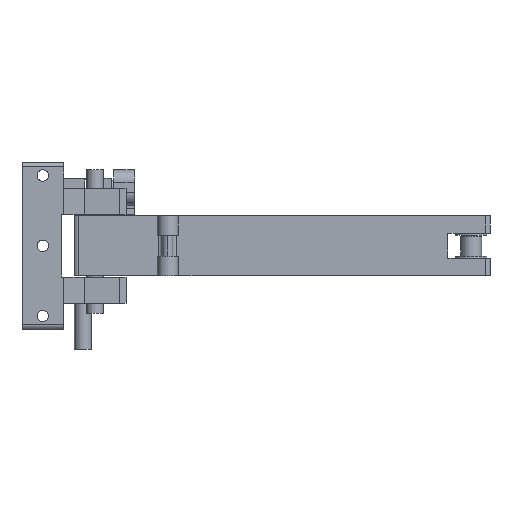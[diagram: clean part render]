
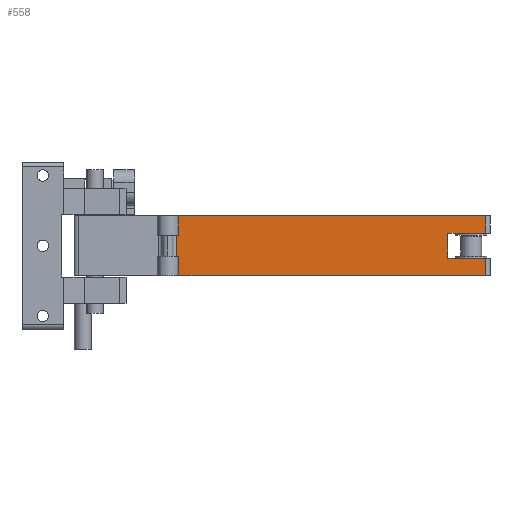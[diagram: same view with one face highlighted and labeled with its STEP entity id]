
A CAD part, front view. The second image highlights one B-rep face of the part: STEP entity #558.
In plain terms, the highlighted planar face has unit normal (0, -1, 0).
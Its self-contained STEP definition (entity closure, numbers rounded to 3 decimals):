
#23 = LINE ( 'NONE', #2047, #783 ) ;
#96 = VECTOR ( 'NONE', #411, 1000. ) ;
#266 = CARTESIAN_POINT ( 'NONE',  ( 39.5, -10., 25.5 ) ) ;
#324 = CARTESIAN_POINT ( 'NONE',  ( 188., -10., 25.5 ) ) ;
#341 = CARTESIAN_POINT ( 'NONE',  ( 169.775, -10., 34. ) ) ;
#411 = DIRECTION ( 'NONE',  ( 1., 0., 0. ) ) ;
#441 = VERTEX_POINT ( 'NONE', #2831 ) ;
#465 = DIRECTION ( 'NONE',  ( -1., 0., 0. ) ) ;
#492 = DIRECTION ( 'NONE',  ( 0., 1., 0. ) ) ;
#558 = ADVANCED_FACE ( 'NONE', ( #1432 ), #5089, .F. ) ;
#615 = CARTESIAN_POINT ( 'NONE',  ( 39.5, -10., 54.5 ) ) ;
#666 = CARTESIAN_POINT ( 'NONE',  ( 190., -10., 46. ) ) ;
#727 = DIRECTION ( 'NONE',  ( -1., 0., 0. ) ) ;
#737 = VERTEX_POINT ( 'NONE', #615 ) ;
#783 = VECTOR ( 'NONE', #3589, 1000. ) ;
#825 = DIRECTION ( 'NONE',  ( 0., 0., -1. ) ) ;
#958 = DIRECTION ( 'NONE',  ( -1., 0., 0. ) ) ;
#999 = VECTOR ( 'NONE', #2423, 1000. ) ;
#1023 = DIRECTION ( 'NONE',  ( 0., 0., 1. ) ) ;
#1041 = CARTESIAN_POINT ( 'NONE',  ( 188., -10., 46. ) ) ;
#1432 = FACE_OUTER_BOUND ( 'NONE', #3079, .T. ) ;
#1498 = EDGE_CURVE ( 'NONE', #2388, #441, #3514, .T. ) ;
#1508 = ORIENTED_EDGE ( 'NONE', *, *, #6067, .T. ) ;
#1637 = ORIENTED_EDGE ( 'NONE', *, *, #5016, .F. ) ;
#1686 = DIRECTION ( 'NONE',  ( 0., 0., 1. ) ) ;
#2009 = CARTESIAN_POINT ( 'NONE',  ( 190., -10., 54.5 ) ) ;
#2047 = CARTESIAN_POINT ( 'NONE',  ( 169.775, -10., 35. ) ) ;
#2137 = VERTEX_POINT ( 'NONE', #5690 ) ;
#2195 = ORIENTED_EDGE ( 'NONE', *, *, #4633, .T. ) ;
#2388 = VERTEX_POINT ( 'NONE', #1041 ) ;
#2423 = DIRECTION ( 'NONE',  ( 0., 0., 1. ) ) ;
#2514 = ORIENTED_EDGE ( 'NONE', *, *, #4218, .T. ) ;
#2722 = CARTESIAN_POINT ( 'NONE',  ( 188., -10., 34. ) ) ;
#2825 = LINE ( 'NONE', #4391, #5782 ) ;
#2831 = CARTESIAN_POINT ( 'NONE',  ( 181., -10., 46. ) ) ;
#3016 = VERTEX_POINT ( 'NONE', #266 ) ;
#3079 = EDGE_LOOP ( 'NONE', ( #2195, #3740, #6489, #1508, #1637, #2514, #5040, #5342, #5743 ) ) ;
#3168 = DIRECTION ( 'NONE',  ( -1., 0., 0. ) ) ;
#3511 = VECTOR ( 'NONE', #3168, 1000. ) ;
#3514 = LINE ( 'NONE', #666, #3511 ) ;
#3560 = CARTESIAN_POINT ( 'NONE',  ( 190., -10., 25.5 ) ) ;
#3589 = DIRECTION ( 'NONE',  ( 0., 0., 1. ) ) ;
#3684 = CARTESIAN_POINT ( 'NONE',  ( 169.775, -10., 46. ) ) ;
#3740 = ORIENTED_EDGE ( 'NONE', *, *, #5659, .T. ) ;
#4010 = LINE ( 'NONE', #6049, #96 ) ;
#4084 = LINE ( 'NONE', #2009, #5532 ) ;
#4218 = EDGE_CURVE ( 'NONE', #4906, #6461, #23, .T. ) ;
#4391 = CARTESIAN_POINT ( 'NONE',  ( 39.5, -10., 25.5 ) ) ;
#4534 = LINE ( 'NONE', #4561, #4882 ) ;
#4561 = CARTESIAN_POINT ( 'NONE',  ( 190., -10., 46. ) ) ;
#4633 = EDGE_CURVE ( 'NONE', #6239, #737, #4084, .T. ) ;
#4658 = LINE ( 'NONE', #6258, #5139 ) ;
#4882 = VECTOR ( 'NONE', #465, 1000. ) ;
#4906 = VERTEX_POINT ( 'NONE', #341 ) ;
#5016 = EDGE_CURVE ( 'NONE', #4906, #5813, #4010, .T. ) ;
#5040 = ORIENTED_EDGE ( 'NONE', *, *, #5406, .F. ) ;
#5089 = PLANE ( 'NONE',  #6210 ) ;
#5139 = VECTOR ( 'NONE', #1686, 1000. ) ;
#5342 = ORIENTED_EDGE ( 'NONE', *, *, #1498, .F. ) ;
#5406 = EDGE_CURVE ( 'NONE', #441, #6461, #4534, .T. ) ;
#5532 = VECTOR ( 'NONE', #958, 1000. ) ;
#5659 = EDGE_CURVE ( 'NONE', #737, #3016, #2825, .T. ) ;
#5690 = CARTESIAN_POINT ( 'NONE',  ( 188., -10., 25.5 ) ) ;
#5743 = ORIENTED_EDGE ( 'NONE', *, *, #6159, .T. ) ;
#5782 = VECTOR ( 'NONE', #825, 1000. ) ;
#5813 = VERTEX_POINT ( 'NONE', #2722 ) ;
#5814 = EDGE_CURVE ( 'NONE', #2137, #3016, #6261, .T. ) ;
#5832 = LINE ( 'NONE', #324, #999 ) ;
#5836 = CARTESIAN_POINT ( 'NONE',  ( 190., -10., 25.5 ) ) ;
#6049 = CARTESIAN_POINT ( 'NONE',  ( 169.775, -10., 34. ) ) ;
#6061 = CARTESIAN_POINT ( 'NONE',  ( 188., -10., 54.5 ) ) ;
#6067 = EDGE_CURVE ( 'NONE', #2137, #5813, #4658, .T. ) ;
#6159 = EDGE_CURVE ( 'NONE', #2388, #6239, #5832, .T. ) ;
#6200 = VECTOR ( 'NONE', #727, 1000. ) ;
#6210 = AXIS2_PLACEMENT_3D ( 'NONE', #3560, #492, #1023 ) ;
#6239 = VERTEX_POINT ( 'NONE', #6061 ) ;
#6258 = CARTESIAN_POINT ( 'NONE',  ( 188., -10., 25.5 ) ) ;
#6261 = LINE ( 'NONE', #5836, #6200 ) ;
#6461 = VERTEX_POINT ( 'NONE', #3684 ) ;
#6489 = ORIENTED_EDGE ( 'NONE', *, *, #5814, .F. ) ;
